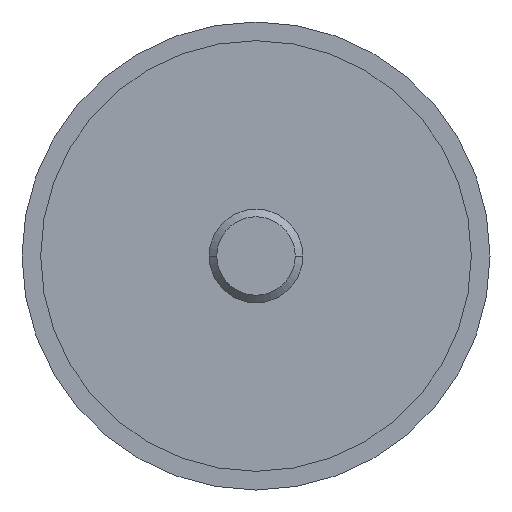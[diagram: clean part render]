
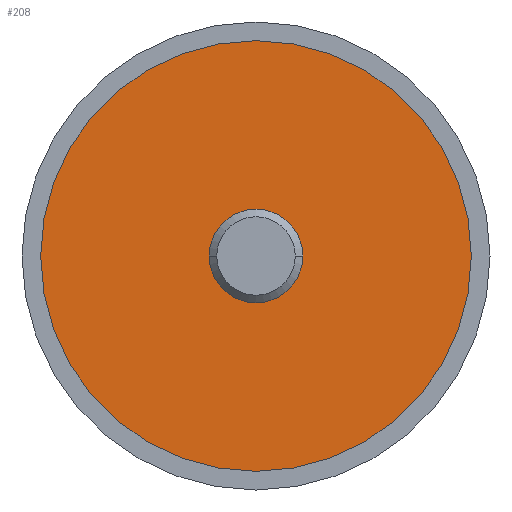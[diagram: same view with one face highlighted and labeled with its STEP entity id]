
A CAD part, front view. The second image highlights one B-rep face of the part: STEP entity #208.
In plain terms, the highlighted planar face has unit normal (0, -1, 0).
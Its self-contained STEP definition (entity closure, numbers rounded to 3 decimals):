
#158=EDGE_CURVE('',#324,#370,#404,.T.);
#194=EDGE_CURVE('',#338,#296,#447,.T.);
#208=ADVANCED_FACE('',(#462,#463),#464,.T.);
#266=EDGE_CURVE('',#296,#338,#533,.T.);
#296=VERTEX_POINT('',#569);
#324=VERTEX_POINT('',#598);
#338=VERTEX_POINT('',#612);
#350=EDGE_CURVE('',#370,#324,#626,.T.);
#370=VERTEX_POINT('',#647);
#404=CIRCLE('',#678,5.0);
#447=CIRCLE('',#729,23.0);
#462=FACE_BOUND('',#750,.T.);
#463=FACE_OUTER_BOUND('',#751,.T.);
#464=PLANE('',#752);
#533=CIRCLE('',#835,23.0);
#569=CARTESIAN_POINT('',(23.0,0.0,0.0));
#598=CARTESIAN_POINT('',(5.0,0.0,0.));
#612=CARTESIAN_POINT('',(-23.0,0.0,0.));
#626=CIRCLE('',#959,5.0);
#647=CARTESIAN_POINT('',(-5.0,0.0,0.));
#678=AXIS2_PLACEMENT_3D('',#997,#998,#999);
#729=AXIS2_PLACEMENT_3D('',#1051,#1052,#1053);
#750=EDGE_LOOP('',(#1071,#1072));
#751=EDGE_LOOP('',(#1073,#1074));
#752=AXIS2_PLACEMENT_3D('',#1075,#1076,#1077);
#835=AXIS2_PLACEMENT_3D('',#1175,#1176,#1177);
#959=AXIS2_PLACEMENT_3D('',#1285,#1286,#1287);
#997=CARTESIAN_POINT('',(0.0,0.0,0.0));
#998=DIRECTION('',(-0.0,1.0,0.0));
#999=DIRECTION('',(1.0,0.0,0.0));
#1051=CARTESIAN_POINT('',(0.0,0.0,0.0));
#1052=DIRECTION('',(0.0,-1.0,0.0));
#1053=DIRECTION('',(1.0,0.0,0.0));
#1071=ORIENTED_EDGE('',*,*,#350,.T.);
#1072=ORIENTED_EDGE('',*,*,#158,.T.);
#1073=ORIENTED_EDGE('',*,*,#266,.T.);
#1074=ORIENTED_EDGE('',*,*,#194,.T.);
#1075=CARTESIAN_POINT('',(0.0,0.0,0.0));
#1076=DIRECTION('',(0.0,-1.0,0.0));
#1077=DIRECTION('',(-1.0,0.0,0.0));
#1175=CARTESIAN_POINT('',(0.0,0.0,0.0));
#1176=DIRECTION('',(0.0,-1.0,0.0));
#1177=DIRECTION('',(1.0,0.0,0.0));
#1285=CARTESIAN_POINT('',(0.0,0.0,0.0));
#1286=DIRECTION('',(-0.0,1.0,0.0));
#1287=DIRECTION('',(1.0,0.0,0.0));
